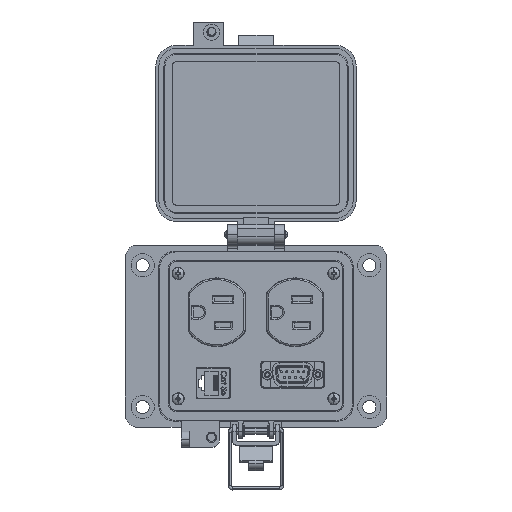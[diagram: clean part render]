
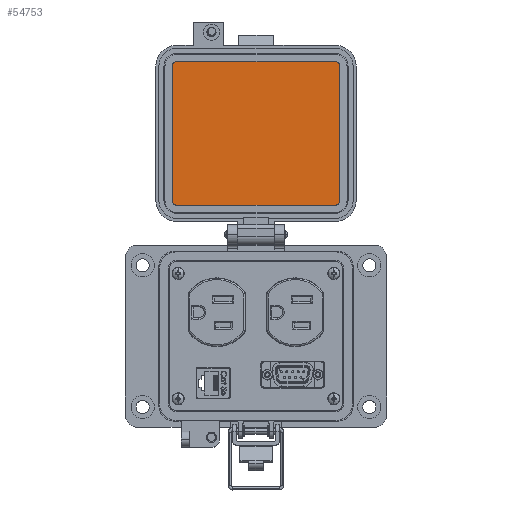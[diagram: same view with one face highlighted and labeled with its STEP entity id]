
A CAD part, top view. The second image highlights one B-rep face of the part: STEP entity #54753.
In plain terms, the highlighted planar face has unit normal (0, 0, 1).
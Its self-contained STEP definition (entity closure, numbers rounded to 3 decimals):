
#784 = EDGE_CURVE ( 'NONE', #2236, #84691, #91276, .T. ) ;
#2236 = VERTEX_POINT ( 'NONE', #82652 ) ;
#2495 = CARTESIAN_POINT ( 'NONE',  ( -3.279, 128.688, 19.202 ) ) ;
#3568 = EDGE_LOOP ( 'NONE', ( #42151, #65903, #12412, #25445, #54548, #58799, #26256, #88535 ) ) ;
#3902 = CIRCLE ( 'NONE', #38673, 2.299 ) ;
#6235 = DIRECTION ( 'NONE',  ( 0., 1., 0. ) ) ;
#8574 = VECTOR ( 'NONE', #45108, 1000. ) ;
#8906 = CARTESIAN_POINT ( 'NONE',  ( 35.912, 128.688, 19.202 ) ) ;
#9637 = DIRECTION ( 'NONE',  ( 0., -1., 0. ) ) ;
#12412 = ORIENTED_EDGE ( 'NONE', *, *, #63632, .F. ) ;
#13205 = EDGE_CURVE ( 'NONE', #79543, #104535, #103636, .T. ) ;
#13269 = CARTESIAN_POINT ( 'NONE',  ( -44.769, 60.004, 19.202 ) ) ;
#14711 = DIRECTION ( 'NONE',  ( 0., -1., 0. ) ) ;
#18256 = PLANE ( 'NONE',  #62346 ) ;
#18451 = DIRECTION ( 'NONE',  ( 0., 0., -1. ) ) ;
#22602 = LINE ( 'NONE', #102439, #40803 ) ;
#25445 = ORIENTED_EDGE ( 'NONE', *, *, #87124, .F. ) ;
#26256 = ORIENTED_EDGE ( 'NONE', *, *, #784, .F. ) ;
#26379 = CARTESIAN_POINT ( 'NONE',  ( 35.912, 126.389, 19.202 ) ) ;
#26750 = CARTESIAN_POINT ( 'NONE',  ( -42.469, 60.004, 19.202 ) ) ;
#32682 = AXIS2_PLACEMENT_3D ( 'NONE', #83238, #82192, #97563 ) ;
#34549 = AXIS2_PLACEMENT_3D ( 'NONE', #26379, #18451, #82396 ) ;
#34766 = VERTEX_POINT ( 'NONE', #81870 ) ;
#35100 = EDGE_CURVE ( 'NONE', #84691, #90579, #22602, .T. ) ;
#38673 = AXIS2_PLACEMENT_3D ( 'NONE', #50284, #99470, #9637 ) ;
#40803 = VECTOR ( 'NONE', #6235, 1000. ) ;
#40847 = EDGE_CURVE ( 'NONE', #90579, #34766, #3902, .T. ) ;
#41517 = DIRECTION ( 'NONE',  ( 0., 0., 1. ) ) ;
#42151 = ORIENTED_EDGE ( 'NONE', *, *, #13205, .F. ) ;
#44675 = DIRECTION ( 'NONE',  ( 0., 0., -1. ) ) ;
#45108 = DIRECTION ( 'NONE',  ( -1., 0., 0. ) ) ;
#50284 = CARTESIAN_POINT ( 'NONE',  ( -42.469, 126.389, 19.202 ) ) ;
#50465 = CARTESIAN_POINT ( 'NONE',  ( 39.871, 130.108, 19.202 ) ) ;
#54548 = ORIENTED_EDGE ( 'NONE', *, *, #40847, .F. ) ;
#54753 = ADVANCED_FACE ( 'NONE', ( #90654 ), #18256, .T. ) ;
#55348 = VERTEX_POINT ( 'NONE', #71307 ) ;
#56981 = DIRECTION ( 'NONE',  ( 1., 0., 0. ) ) ;
#58799 = ORIENTED_EDGE ( 'NONE', *, *, #35100, .F. ) ;
#61515 = LINE ( 'NONE', #85276, #8574 ) ;
#62346 = AXIS2_PLACEMENT_3D ( 'NONE', #50465, #41517, #64824 ) ;
#63632 = EDGE_CURVE ( 'NONE', #91423, #55348, #68317, .T. ) ;
#64824 = DIRECTION ( 'NONE',  ( -1., 0., 0. ) ) ;
#65903 = ORIENTED_EDGE ( 'NONE', *, *, #89989, .F. ) ;
#66588 = VECTOR ( 'NONE', #56981, 1000. ) ;
#68317 = CIRCLE ( 'NONE', #34549, 2.299 ) ;
#71023 = CARTESIAN_POINT ( 'NONE',  ( -44.769, 126.389, 19.202 ) ) ;
#71307 = CARTESIAN_POINT ( 'NONE',  ( 38.212, 126.389, 19.202 ) ) ;
#76038 = AXIS2_PLACEMENT_3D ( 'NONE', #26750, #44675, #99169 ) ;
#79180 = CARTESIAN_POINT ( 'NONE',  ( 38.212, 93.196, 19.202 ) ) ;
#79543 = VERTEX_POINT ( 'NONE', #104486 ) ;
#80429 = EDGE_CURVE ( 'NONE', #104535, #2236, #61515, .T. ) ;
#81870 = CARTESIAN_POINT ( 'NONE',  ( -42.469, 128.688, 19.202 ) ) ;
#82192 = DIRECTION ( 'NONE',  ( 0., 0., -1. ) ) ;
#82305 = LINE ( 'NONE', #2495, #66588 ) ;
#82396 = DIRECTION ( 'NONE',  ( 1., 0., 0. ) ) ;
#82652 = CARTESIAN_POINT ( 'NONE',  ( -42.469, 57.705, 19.202 ) ) ;
#83238 = CARTESIAN_POINT ( 'NONE',  ( 35.912, 60.004, 19.202 ) ) ;
#83477 = VECTOR ( 'NONE', #14711, 1000. ) ;
#84691 = VERTEX_POINT ( 'NONE', #13269 ) ;
#85276 = CARTESIAN_POINT ( 'NONE',  ( -3.279, 57.705, 19.202 ) ) ;
#87124 = EDGE_CURVE ( 'NONE', #34766, #91423, #82305, .T. ) ;
#88535 = ORIENTED_EDGE ( 'NONE', *, *, #80429, .F. ) ;
#89989 = EDGE_CURVE ( 'NONE', #55348, #79543, #95589, .T. ) ;
#90579 = VERTEX_POINT ( 'NONE', #71023 ) ;
#90654 = FACE_OUTER_BOUND ( 'NONE', #3568, .T. ) ;
#91276 = CIRCLE ( 'NONE', #76038, 2.299 ) ;
#91423 = VERTEX_POINT ( 'NONE', #8906 ) ;
#95589 = LINE ( 'NONE', #79180, #83477 ) ;
#97563 = DIRECTION ( 'NONE',  ( 0., -1., 0. ) ) ;
#97743 = CARTESIAN_POINT ( 'NONE',  ( 35.912, 57.705, 19.202 ) ) ;
#99169 = DIRECTION ( 'NONE',  ( 1., 0., 0. ) ) ;
#99470 = DIRECTION ( 'NONE',  ( 0., 0., -1. ) ) ;
#102439 = CARTESIAN_POINT ( 'NONE',  ( -44.769, 93.196, 19.202 ) ) ;
#103636 = CIRCLE ( 'NONE', #32682, 2.299 ) ;
#104486 = CARTESIAN_POINT ( 'NONE',  ( 38.212, 60.004, 19.202 ) ) ;
#104535 = VERTEX_POINT ( 'NONE', #97743 ) ;
